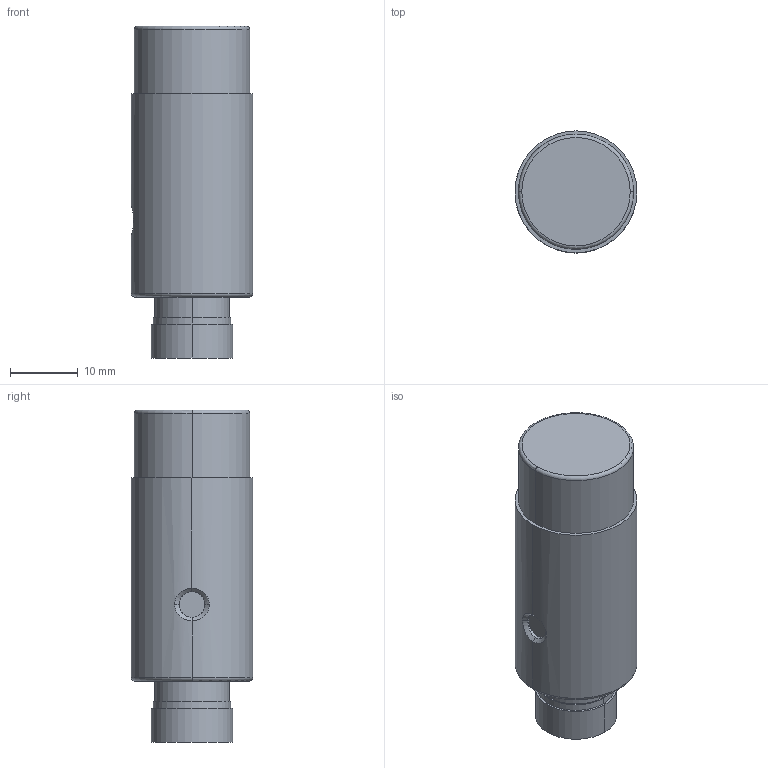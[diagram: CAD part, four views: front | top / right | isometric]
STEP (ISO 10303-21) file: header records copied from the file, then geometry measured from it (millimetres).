
FILE_DESCRIPTION((''),'2;1');
FILE_NAME('DM_CAD-0085A','2017-03-13T',('creinig-se'),(''),'PRO/ENGINEER BY PARAMETRIC TECHNOLOGY CORPORATION, 2015440','PRO/ENGINEER BY PARAMETRIC TECHNOLOGY CORPORATION, 2015440','');
FILE_SCHEMA(('CONFIG_CONTROL_DESIGN'));
Length unit declared in the file: millimetre
Products named in the file (1): DM_CAD-0085A
Bounding box: 18 x 18 x 49 mm (x, y, z)
Volume: 10837.8 mm3; surface area: 3086.1 mm2
Topology: 1 solids, 1 shells, 27 faces, 115 edges, 102 vertices
Faces by surface type: cylinder 12, plane 7, torus 4, bspline 4
Entity records: 1961 total; most frequent: CARTESIAN_POINT 433, DIRECTION 205, PRESENTATION_STYLE_ASSIGNMENT 136, STYLED_ITEM 129, CURVE_STYLE 122, ORIENTED_EDGE 118, AXIS2_PLACEMENT_3D 74, COLOUR_RGB 70
